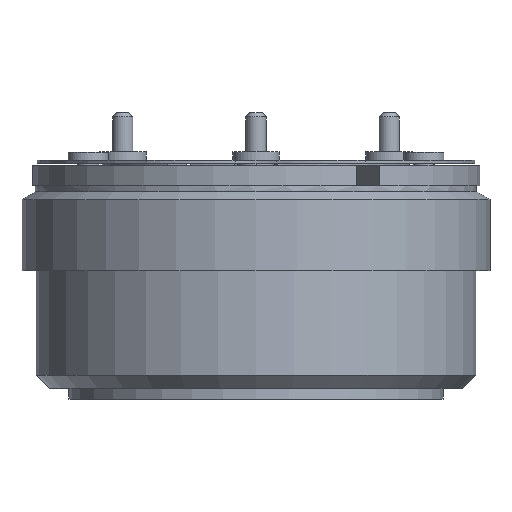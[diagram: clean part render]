
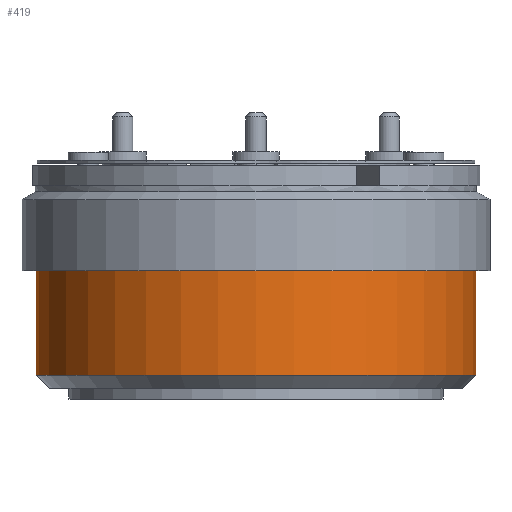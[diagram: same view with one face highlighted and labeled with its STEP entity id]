
A CAD part, front view. The second image highlights one B-rep face of the part: STEP entity #419.
In plain terms, the highlighted cylindrical face has radius 32.9 mm (diameter 65.8 mm), a partial arc.
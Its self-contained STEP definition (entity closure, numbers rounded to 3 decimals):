
#406 = EDGE_CURVE ( 'NONE', #5980, #5974, #951, .T. ) ;
#408 = ORIENTED_EDGE ( 'NONE', *, *, #5845, .F. ) ;
#410 = ORIENTED_EDGE ( 'NONE', *, *, #3816, .T. ) ;
#411 = EDGE_CURVE ( 'NONE', #5838, #5842, #960, .T. ) ;
#412 = ORIENTED_EDGE ( 'NONE', *, *, #406, .T. ) ;
#414 = ORIENTED_EDGE ( 'NONE', *, *, #411, .F. ) ;
#415 = EDGE_LOOP ( 'NONE', ( #408, #412, #410, #414 ) ) ;
#419 = ADVANCED_FACE ( 'NONE', ( #975 ), #979, .T. ) ;
#949 = DIRECTION ( 'NONE',  ( -1., 0., 0. ) ) ;
#951 = CIRCLE ( 'NONE', #954, 32.9 ) ;
#952 = DIRECTION ( 'NONE',  ( 0., 0., -1. ) ) ;
#953 = CARTESIAN_POINT ( 'NONE',  ( 0., 0., 19.2 ) ) ;
#954 = AXIS2_PLACEMENT_3D ( 'NONE', #953, #952, #949 ) ;
#959 = AXIS2_PLACEMENT_3D ( 'NONE', #964, #967, #966 ) ;
#960 = CIRCLE ( 'NONE', #959, 32.9 ) ;
#964 = CARTESIAN_POINT ( 'NONE',  ( 0., 0., 3.6 ) ) ;
#966 = DIRECTION ( 'NONE',  ( -1., 0., 0. ) ) ;
#967 = DIRECTION ( 'NONE',  ( 0., 0., -1. ) ) ;
#975 = FACE_OUTER_BOUND ( 'NONE', #415, .T. ) ;
#976 = DIRECTION ( 'NONE',  ( 0., 0., -1. ) ) ;
#977 = CARTESIAN_POINT ( 'NONE',  ( 0., 0., 26.1 ) ) ;
#978 = DIRECTION ( 'NONE',  ( -1., 0., 0. ) ) ;
#979 = CYLINDRICAL_SURFACE ( 'NONE', #980, 32.9 ) ;
#980 = AXIS2_PLACEMENT_3D ( 'NONE', #977, #976, #978 ) ;
#3019 = CARTESIAN_POINT ( 'NONE',  ( 32.9, 0., 3.6 ) ) ;
#3027 = CARTESIAN_POINT ( 'NONE',  ( -32.9, 0., 3.6 ) ) ;
#3035 = VECTOR ( 'NONE', #3037, 1000. ) ;
#3037 = DIRECTION ( 'NONE',  ( 0., 0., -1. ) ) ;
#3038 = LINE ( 'NONE', #3046, #3035 ) ;
#3046 = CARTESIAN_POINT ( 'NONE',  ( 32.9, 0., 26.1 ) ) ;
#3450 = CARTESIAN_POINT ( 'NONE',  ( -32.9, 0., 19.2 ) ) ;
#3475 = CARTESIAN_POINT ( 'NONE',  ( 32.9, 0., 19.2 ) ) ;
#3816 = EDGE_CURVE ( 'NONE', #5974, #5842, #3871, .T. ) ;
#3871 = LINE ( 'NONE', #3887, #3878 ) ;
#3878 = VECTOR ( 'NONE', #3882, 1000. ) ;
#3882 = DIRECTION ( 'NONE',  ( 0., 0., -1. ) ) ;
#3887 = CARTESIAN_POINT ( 'NONE',  ( -32.9, 0., 26.1 ) ) ;
#5838 = VERTEX_POINT ( 'NONE', #3019 ) ;
#5842 = VERTEX_POINT ( 'NONE', #3027 ) ;
#5845 = EDGE_CURVE ( 'NONE', #5980, #5838, #3038, .T. ) ;
#5974 = VERTEX_POINT ( 'NONE', #3450 ) ;
#5980 = VERTEX_POINT ( 'NONE', #3475 ) ;
